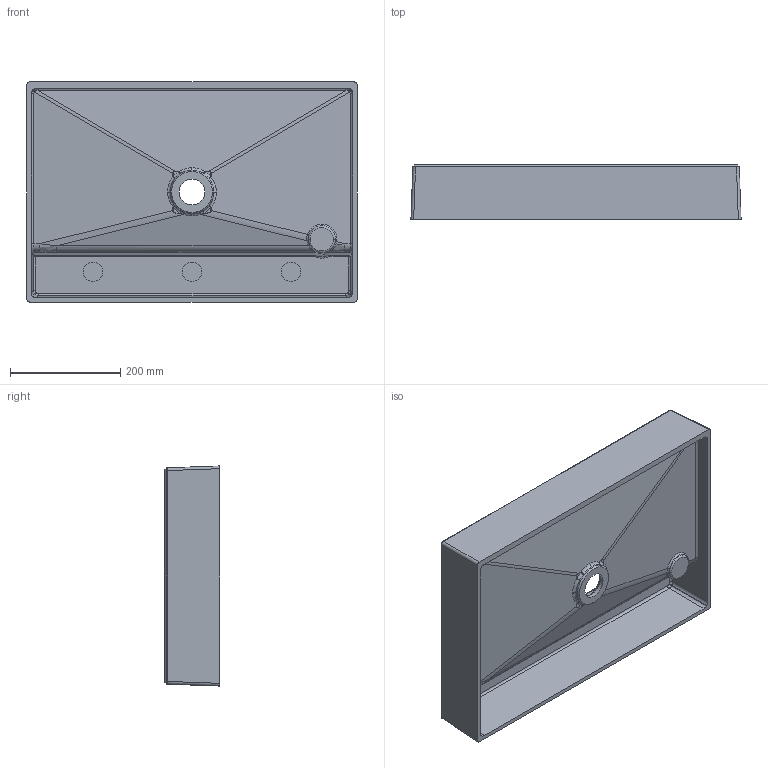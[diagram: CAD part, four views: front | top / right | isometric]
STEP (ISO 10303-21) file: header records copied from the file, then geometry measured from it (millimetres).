
FILE_DESCRIPTION (( 'STEP AP214' ), '1' );
FILE_NAME ('CQR_XU6S.STEP', '2020-05-13T10:24:31', ( '' ), ( '' ), 'SwSTEP 2.0', 'SolidWorks 2018', '' );
FILE_SCHEMA (( 'AUTOMOTIVE_DESIGN' ));
Length unit declared in the file: millimetre
Products named in the file (1): CQR_XU6S
Bounding box: 599.98 x 100 x 399.98 mm (x, y, z)
Volume: 4401947.6 mm3; surface area: 887219.2 mm2
Topology: 1 solids, 1 shells, 232 faces, 535 edges, 301 vertices
Faces by surface type: bspline 102, cylinder 63, plane 43, torus 14, cone 8, sphere 2
Entity records: 15436 total; most frequent: CARTESIAN_POINT 8558, ORIENTED_EDGE 1054, DIRECTION 664, EDGE_CURVE 527, VERTEX_POINT 301, AXIS2_PLACEMENT_3D 264, EDGE_LOOP 238, UNCERTAINTY_MEASURE_WITH_UNIT 235
